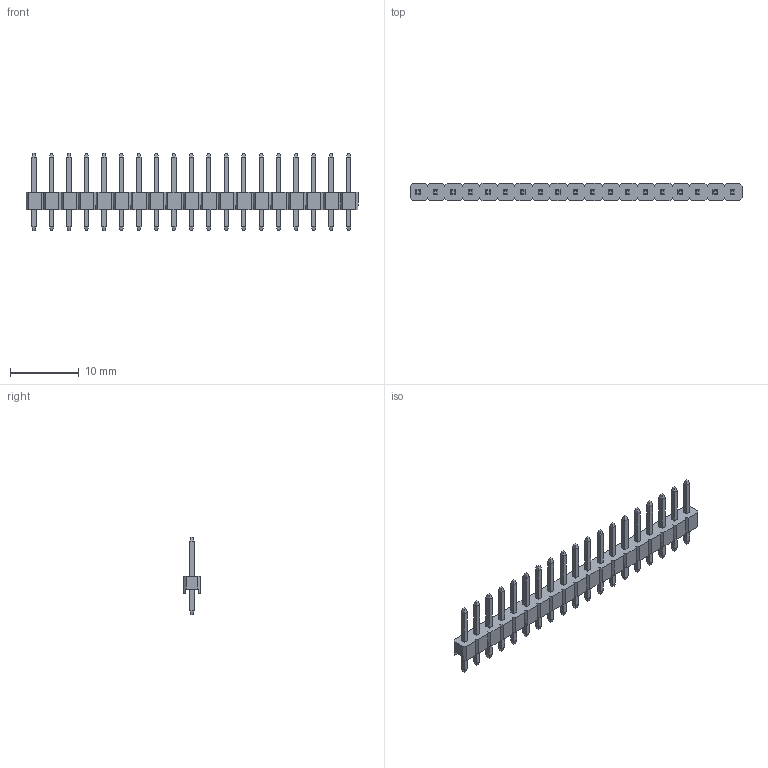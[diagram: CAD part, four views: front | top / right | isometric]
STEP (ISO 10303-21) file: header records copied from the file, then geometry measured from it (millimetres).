
FILE_DESCRIPTION(('FreeCAD Model'),'2;1');
FILE_NAME('pin_header_aw140-eg-g19d.step', '2017-05-05T11:12:54',('kicad StepUp'),('ksu MCAD'), 'Open CASCADE STEP processor 6.8','FreeCAD','Unknown');
FILE_SCHEMA(('AUTOMOTIVE_DESIGN_CC2 { 1 2 10303 214 -1 1 5 4 }'));
Length unit declared in the file: millimetre
Products named in the file (2): ASSEMBLY; pin_header_aw140-eg-g19d
Assembly tree (1 placements, depth 2):
  ASSEMBLY
    pin_header_aw140-eg-g19d
Bounding box: 48.26 x 2.5 x 11.2 mm (x, y, z)
Volume: 301.5 mm3; surface area: 1012.9 mm2
Topology: 1 solids, 1 shells, 536 faces, 1336 edges, 840 vertices
Faces by surface type: plane 536
Entity records: 19187 total; most frequent: CARTESIAN_POINT 2714, ORIENTED_EDGE 2672, DIRECTION 2412, EDGE_CURVE 1336, LINE 1336, VECTOR 1336, VERTEX_POINT 840, FACE_BOUND 574
